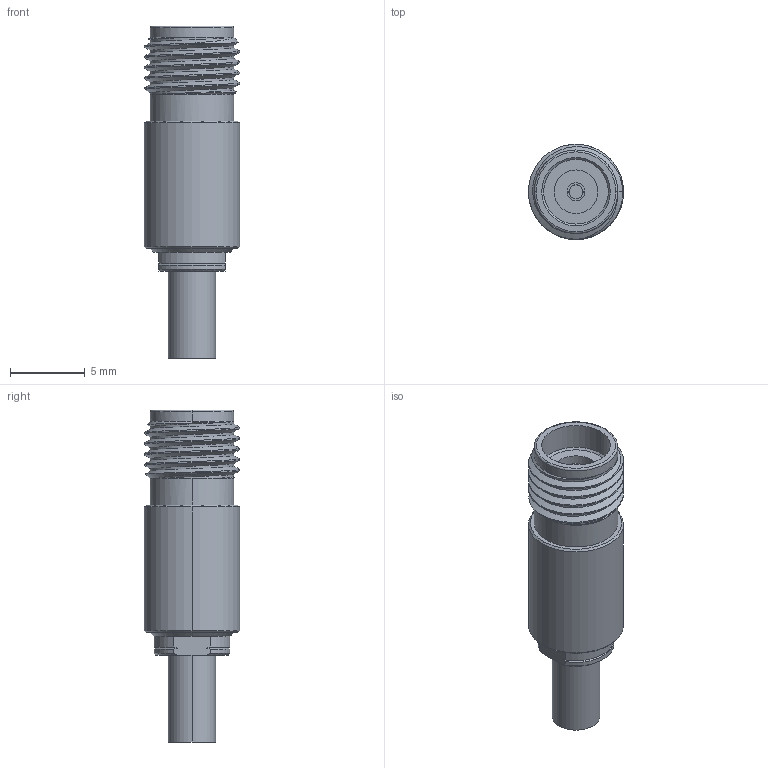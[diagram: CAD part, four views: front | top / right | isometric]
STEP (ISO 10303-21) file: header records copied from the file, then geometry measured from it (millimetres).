
FILE_DESCRIPTION (( 'STEP AP203' ), '1' );
FILE_NAME ('PE91128-SM8929.step', '2018-10-08T17:19:52', ( '' ), ( '' ), 'SwSTEP 2.0', 'SolidWorks 2017', '' );
FILE_SCHEMA (( 'CONFIG_CONTROL_DESIGN' ));
Length unit declared in the file: inch
Products named in the file (1): PE91128-SM8929
Bounding box: 6.35 x 6.35 x 22.17 mm (x, y, z)
Volume: 450.6 mm3; surface area: 611.7 mm2
Topology: 2 solids, 2 shells, 101 faces, 234 edges, 147 vertices
Faces by surface type: cylinder 46, plane 26, cone 22, torus 4, bspline 3
Entity records: 4031 total; most frequent: CARTESIAN_POINT 1693, DIRECTION 483, ORIENTED_EDGE 468, EDGE_CURVE 234, AXIS2_PLACEMENT_3D 200, VERTEX_POINT 147, EDGE_LOOP 113, CIRCLE 101
